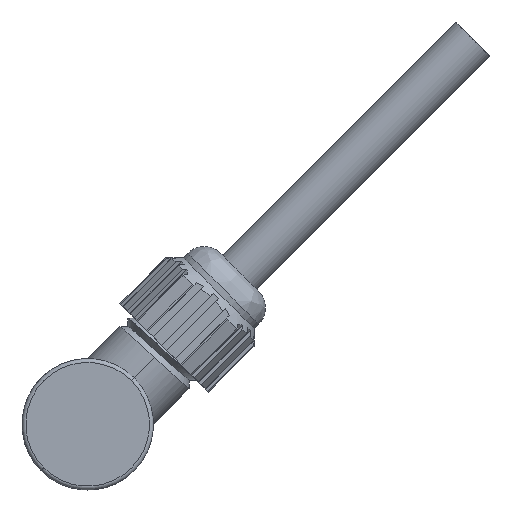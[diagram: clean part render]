
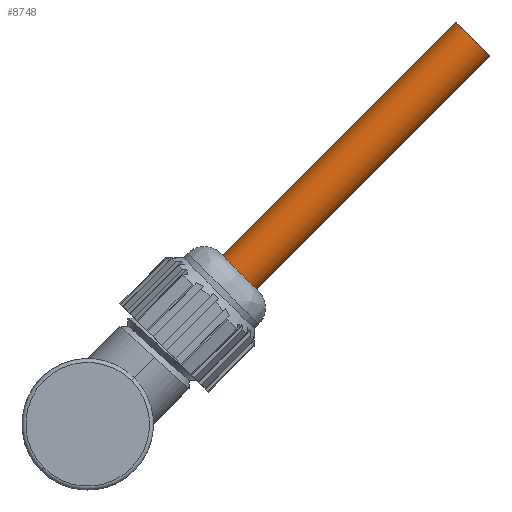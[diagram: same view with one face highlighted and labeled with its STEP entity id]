
A CAD part, front view. The second image highlights one B-rep face of the part: STEP entity #8748.
In plain terms, the highlighted cylindrical face has radius 3.121 mm (diameter 6.242 mm), a partial arc.
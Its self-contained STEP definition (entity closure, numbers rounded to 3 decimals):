
#325 = ORIENTED_EDGE ( 'NONE', *, *, #23430, .T. ) ;
#406 = EDGE_CURVE ( 'NONE', #24088, #6033, #25461, .T. ) ;
#573 = DIRECTION ( 'NONE',  ( -0.707, 0., -0.707 ) ) ;
#584 = CARTESIAN_POINT ( 'NONE',  ( 47.644, -13., 52.058 ) ) ;
#1475 = CARTESIAN_POINT ( 'NONE',  ( 20.945, -13., 16.531 ) ) ;
#2816 = DIRECTION ( 'NONE',  ( -0.707, 0., -0.707 ) ) ;
#3374 = DIRECTION ( 'NONE',  ( -0.707, 0., -0.707 ) ) ;
#3402 = DIRECTION ( 'NONE',  ( -0.707, 0., -0.707 ) ) ;
#3494 = EDGE_CURVE ( 'NONE', #6033, #9390, #16773, .T. ) ;
#4253 = DIRECTION ( 'NONE',  ( -0.707, 0., -0.707 ) ) ;
#6033 = VERTEX_POINT ( 'NONE', #1475 ) ;
#7086 = ORIENTED_EDGE ( 'NONE', *, *, #3494, .F. ) ;
#7170 = ORIENTED_EDGE ( 'NONE', *, *, #406, .F. ) ;
#7487 = CIRCLE ( 'NONE', #20727, 3.121 ) ;
#8748 = ADVANCED_FACE ( 'NONE', ( #26905 ), #19637, .T. ) ;
#9390 = VERTEX_POINT ( 'NONE', #16978 ) ;
#9941 = CARTESIAN_POINT ( 'NONE',  ( 49.851, -13., 49.851 ) ) ;
#12127 = VERTEX_POINT ( 'NONE', #17130 ) ;
#13641 = AXIS2_PLACEMENT_3D ( 'NONE', #13810, #573, #16040 ) ;
#13810 = CARTESIAN_POINT ( 'NONE',  ( 18.738, -13., 18.738 ) ) ;
#13926 = LINE ( 'NONE', #584, #19767 ) ;
#14868 = AXIS2_PLACEMENT_3D ( 'NONE', #9941, #3374, #27609 ) ;
#16040 = DIRECTION ( 'NONE',  ( -0.707, 0., 0.707 ) ) ;
#16649 = CARTESIAN_POINT ( 'NONE',  ( 49.851, -13., 49.851 ) ) ;
#16773 = CIRCLE ( 'NONE', #13641, 3.121 ) ;
#16978 = CARTESIAN_POINT ( 'NONE',  ( 16.531, -13., 20.945 ) ) ;
#17130 = CARTESIAN_POINT ( 'NONE',  ( 47.644, -13., 52.058 ) ) ;
#18846 = DIRECTION ( 'NONE',  ( -0.707, 0., 0.707 ) ) ;
#18996 = EDGE_LOOP ( 'NONE', ( #7170, #325, #21630, #7086 ) ) ;
#19546 = VECTOR ( 'NONE', #4253, 1000. ) ;
#19637 = CYLINDRICAL_SURFACE ( 'NONE', #14868, 3.121 ) ;
#19689 = CARTESIAN_POINT ( 'NONE',  ( 52.058, -13., 47.644 ) ) ;
#19767 = VECTOR ( 'NONE', #2816, 1000. ) ;
#19830 = CARTESIAN_POINT ( 'NONE',  ( 52.058, -13., 47.644 ) ) ;
#20727 = AXIS2_PLACEMENT_3D ( 'NONE', #16649, #3402, #18846 ) ;
#21630 = ORIENTED_EDGE ( 'NONE', *, *, #27920, .T. ) ;
#23430 = EDGE_CURVE ( 'NONE', #24088, #12127, #7487, .T. ) ;
#24088 = VERTEX_POINT ( 'NONE', #19830 ) ;
#25461 = LINE ( 'NONE', #19689, #19546 ) ;
#26905 = FACE_OUTER_BOUND ( 'NONE', #18996, .T. ) ;
#27609 = DIRECTION ( 'NONE',  ( -0.707, 0., 0.707 ) ) ;
#27920 = EDGE_CURVE ( 'NONE', #12127, #9390, #13926, .T. ) ;
